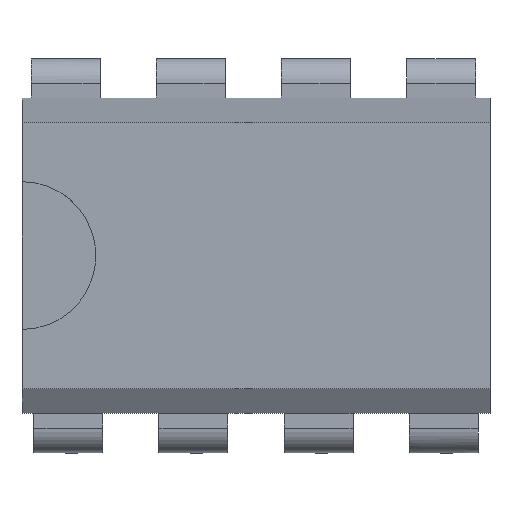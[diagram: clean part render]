
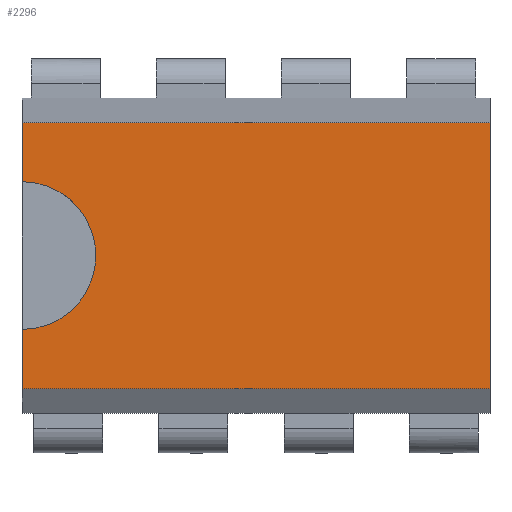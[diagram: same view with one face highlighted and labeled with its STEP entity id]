
A CAD part, top view. The second image highlights one B-rep face of the part: STEP entity #2296.
In plain terms, the highlighted planar face has unit normal (0, 0, 1).
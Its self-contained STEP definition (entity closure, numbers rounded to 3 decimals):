
#73=FACE_OUTER_BOUND('',#203,.T.);
#203=EDGE_LOOP('',(#1548,#1549,#1550,#1551,#1552,#1553));
#325=CIRCLE('',#2442,1.5);
#349=LINE('',#3185,#647);
#357=LINE('',#3200,#655);
#369=LINE('',#3225,#667);
#372=LINE('',#3229,#670);
#373=LINE('',#3231,#671);
#647=VECTOR('',#2598,10.);
#655=VECTOR('',#2606,10.);
#667=VECTOR('',#2628,10.);
#670=VECTOR('',#2633,10.);
#671=VECTOR('',#2636,10.);
#944=VERTEX_POINT('',#3178);
#945=VERTEX_POINT('',#3180);
#946=VERTEX_POINT('',#3184);
#953=VERTEX_POINT('',#3198);
#960=VERTEX_POINT('',#3222);
#961=VERTEX_POINT('',#3224);
#1169=EDGE_CURVE('',#945,#944,#325,.T.);
#1171=EDGE_CURVE('',#946,#945,#349,.T.);
#1179=EDGE_CURVE('',#944,#953,#357,.T.);
#1191=EDGE_CURVE('',#961,#960,#369,.T.);
#1194=EDGE_CURVE('',#946,#960,#372,.T.);
#1195=EDGE_CURVE('',#961,#953,#373,.T.);
#1548=ORIENTED_EDGE('',*,*,#1169,.T.);
#1549=ORIENTED_EDGE('',*,*,#1179,.T.);
#1550=ORIENTED_EDGE('',*,*,#1195,.F.);
#1551=ORIENTED_EDGE('',*,*,#1191,.T.);
#1552=ORIENTED_EDGE('',*,*,#1194,.F.);
#1553=ORIENTED_EDGE('',*,*,#1171,.T.);
#2182=PLANE('',#2450);
#2296=ADVANCED_FACE('',(#73),#2182,.T.);
#2442=AXIS2_PLACEMENT_3D('',#3181,#2593,#2594);
#2450=AXIS2_PLACEMENT_3D('',#3230,#2634,#2635);
#2593=DIRECTION('center_axis',(0.,0.,-1.));
#2594=DIRECTION('ref_axis',(1.,0.,0.));
#2598=DIRECTION('',(0.,-1.,0.));
#2606=DIRECTION('',(0.,-1.,0.));
#2628=DIRECTION('',(0.,1.,0.));
#2633=DIRECTION('',(1.,0.,0.));
#2634=DIRECTION('center_axis',(0.,0.,1.));
#2635=DIRECTION('ref_axis',(1.,0.,0.));
#2636=DIRECTION('',(-1.,0.,0.));
#3178=CARTESIAN_POINT('',(-4.75,-1.5,4.5));
#3180=CARTESIAN_POINT('',(-4.75,1.5,4.5));
#3181=CARTESIAN_POINT('Origin',(-4.75,0.,4.5));
#3184=CARTESIAN_POINT('',(-4.75,2.7,4.5));
#3185=CARTESIAN_POINT('',(-4.75,-3.2,4.5));
#3198=CARTESIAN_POINT('',(-4.75,-2.7,4.5));
#3200=CARTESIAN_POINT('',(-4.75,-3.2,4.5));
#3222=CARTESIAN_POINT('',(4.75,2.7,4.5));
#3224=CARTESIAN_POINT('',(4.75,-2.7,4.5));
#3225=CARTESIAN_POINT('',(4.75,3.2,4.5));
#3229=CARTESIAN_POINT('',(2.375,2.7,4.5));
#3230=CARTESIAN_POINT('Origin',(0.,0.,4.5));
#3231=CARTESIAN_POINT('',(-2.375,-2.7,4.5));
